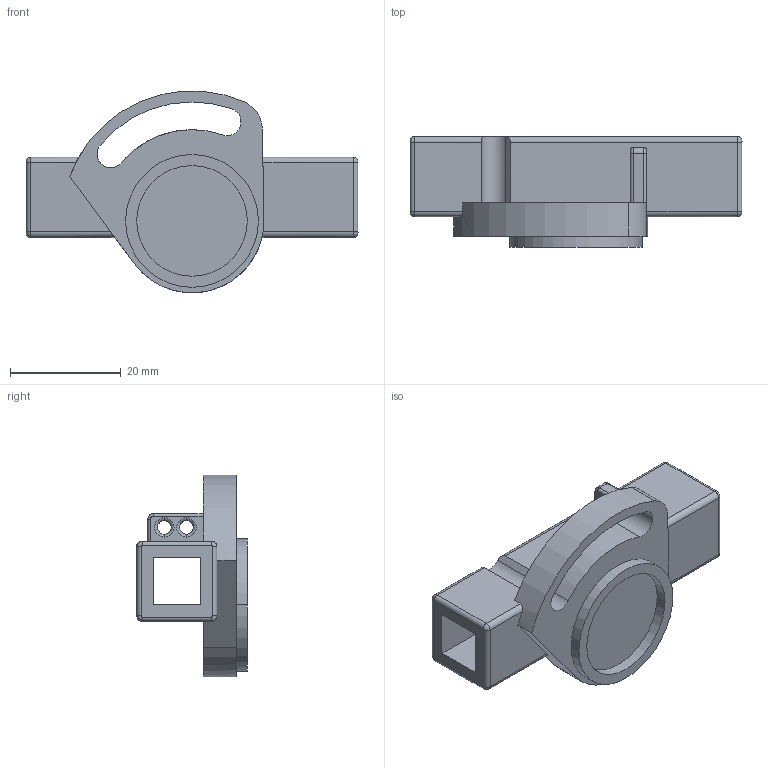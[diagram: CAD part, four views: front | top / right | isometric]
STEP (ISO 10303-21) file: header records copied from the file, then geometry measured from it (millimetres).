
FILE_DESCRIPTION (( 'STEP AP214' ), '1' );
FILE_NAME ('wand_swivel_fitting-3D_new (2).STEP', '2022-05-23T09:35:26', ( '' ), ( '' ), 'SwSTEP 2.0', 'SolidWorks 2018', '' );
FILE_SCHEMA (( 'AUTOMOTIVE_DESIGN' ));
Length unit declared in the file: millimetre
Products named in the file (3): wand_swivel_fitting-3D_new (1).stp; 18_A.stp; wand_swivel_fitting-3D_new (2)
Assembly tree (2 placements, depth 3):
  wand_swivel_fitting-3D_new (2)
    wand_swivel_fitting-3D_new (1).stp
      18_A.stp
Bounding box: 60 x 20 x 36.4 mm (x, y, z)
Volume: 12333 mm3; surface area: 7641.7 mm2
Topology: 1 solids, 1 shells, 76 faces, 191 edges, 117 vertices
Faces by surface type: cylinder 36, plane 22, bspline 14, torus 4
Entity records: 2996 total; most frequent: CARTESIAN_POINT 1163, ORIENTED_EDGE 380, DIRECTION 362, EDGE_CURVE 190, AXIS2_PLACEMENT_3D 146, VERTEX_POINT 117, EDGE_LOOP 85, CIRCLE 78
